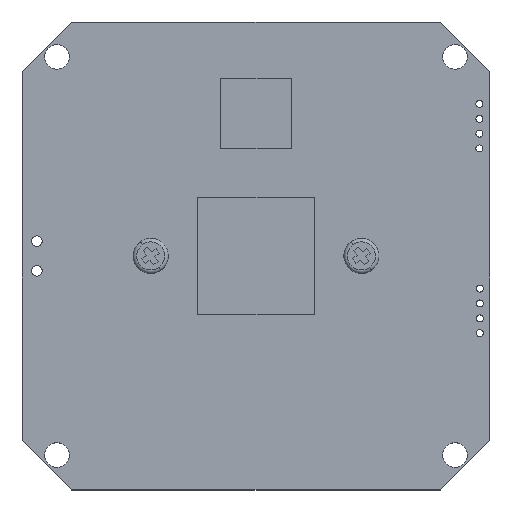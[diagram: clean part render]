
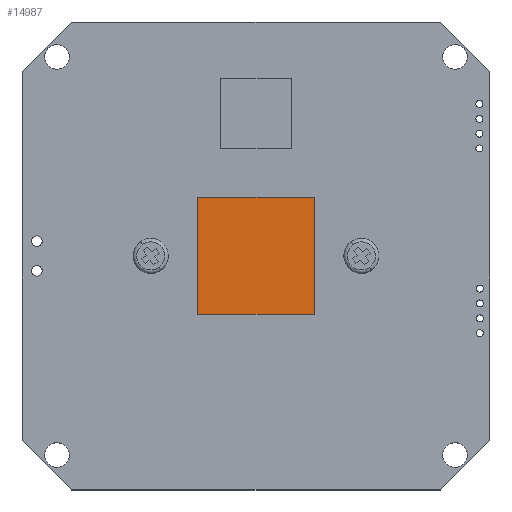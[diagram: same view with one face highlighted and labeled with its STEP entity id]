
A CAD part, top view. The second image highlights one B-rep face of the part: STEP entity #14987.
In plain terms, the highlighted planar face has unit normal (0, 0, 1).
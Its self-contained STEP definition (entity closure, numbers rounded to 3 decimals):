
#14860=DIRECTION('',(0.,-1.,0.));
#14861=VECTOR('',#14860,10.);
#14862=CARTESIAN_POINT('',(5.,5.,0.6));
#14863=LINE('',#14862,#14861);
#14867=DIRECTION('',(-1.,0.,0.));
#14868=VECTOR('',#14867,10.);
#14869=CARTESIAN_POINT('',(5.,-5.,0.6));
#14870=LINE('',#14869,#14868);
#14874=DIRECTION('',(0.,1.,0.));
#14875=VECTOR('',#14874,10.);
#14876=CARTESIAN_POINT('',(-5.,-5.,0.6));
#14877=LINE('',#14876,#14875);
#14881=DIRECTION('',(1.,0.,0.));
#14882=VECTOR('',#14881,10.);
#14883=CARTESIAN_POINT('',(-5.,5.,0.6));
#14884=LINE('',#14883,#14882);
#14888=CARTESIAN_POINT('',(5.,5.,0.6));
#14890=VERTEX_POINT('',#14888);
#14892=CARTESIAN_POINT('',(5.,-5.,0.6));
#14893=VERTEX_POINT('',#14892);
#14896=CARTESIAN_POINT('',(-5.,-5.,0.6));
#14897=VERTEX_POINT('',#14896);
#14900=CARTESIAN_POINT('',(-5.,5.,0.6));
#14901=VERTEX_POINT('',#14900);
#14976=CARTESIAN_POINT('',(5.,5.,0.6));
#14977=DIRECTION('',(0.,0.,1.));
#14978=DIRECTION('',(1.,0.,0.));
#14979=AXIS2_PLACEMENT_3D('',#14976,#14977,#14978);
#14980=PLANE('',#14979);
#14981=ORIENTED_EDGE('',*,*,#14915,.T.);
#14982=ORIENTED_EDGE('',*,*,#14959,.T.);
#14983=ORIENTED_EDGE('',*,*,#14945,.T.);
#14984=ORIENTED_EDGE('',*,*,#14930,.T.);
#14985=EDGE_LOOP('',(#14981,#14982,#14983,#14984));
#14986=FACE_OUTER_BOUND('',#14985,.F.);
#14915=EDGE_CURVE('',#14890,#14893,#14863,.T.);
#14930=EDGE_CURVE('',#14901,#14890,#14884,.T.);
#14945=EDGE_CURVE('',#14897,#14901,#14877,.T.);
#14959=EDGE_CURVE('',#14893,#14897,#14870,.T.);
#14987=ADVANCED_FACE('',(#14986),#14980,.T.);
